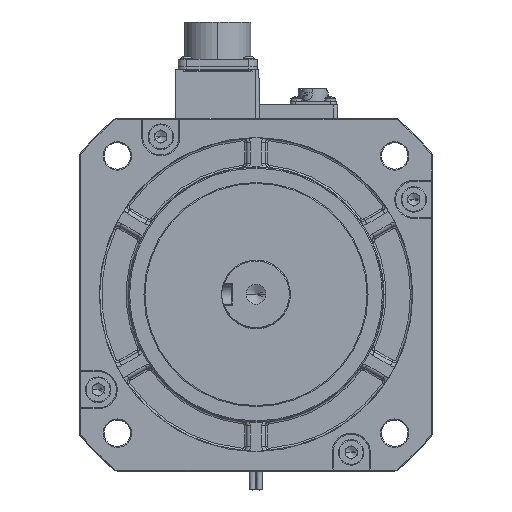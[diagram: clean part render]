
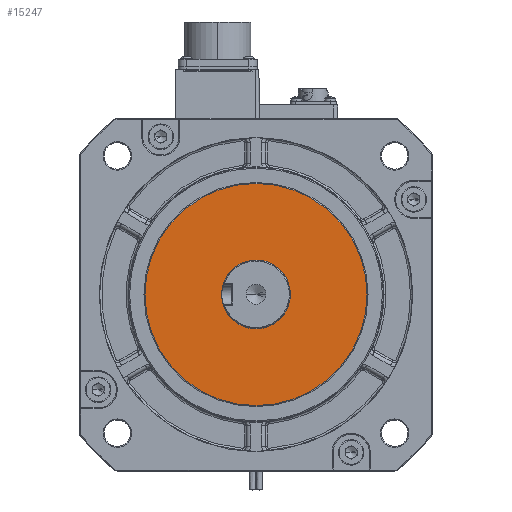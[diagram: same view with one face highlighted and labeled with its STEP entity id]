
A CAD part, top view. The second image highlights one B-rep face of the part: STEP entity #15247.
In plain terms, the highlighted planar face has unit normal (0, 0, 1).
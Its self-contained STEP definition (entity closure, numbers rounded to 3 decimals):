
#465 = CIRCLE ( 'NONE', #39695, 56.65 ) ;
#4123 = CARTESIAN_POINT ( 'NONE',  ( 0., 0., 79.2 ) ) ;
#4345 = DIRECTION ( 'NONE',  ( 0., 0., 1. ) ) ;
#5723 = DIRECTION ( 'NONE',  ( 0., 0., 1. ) ) ;
#7297 = CARTESIAN_POINT ( 'NONE',  ( 0., 0., 79.2 ) ) ;
#7718 = AXIS2_PLACEMENT_3D ( 'NONE', #4123, #21191, #50441 ) ;
#8232 = EDGE_LOOP ( 'NONE', ( #50881, #32372 ) ) ;
#10982 = CIRCLE ( 'NONE', #22190, 56.65 ) ;
#13698 = CIRCLE ( 'NONE', #7718, 17.471 ) ;
#15238 = AXIS2_PLACEMENT_3D ( 'NONE', #60936, #4345, #38427 ) ;
#15247 = ADVANCED_FACE ( 'NONE', ( #20672, #25120 ), #38682, .T. ) ;
#17214 = CIRCLE ( 'NONE', #28458, 17.471 ) ;
#20672 = FACE_BOUND ( 'NONE', #8232, .T. ) ;
#21191 = DIRECTION ( 'NONE',  ( 0., 0., 1. ) ) ;
#22190 = AXIS2_PLACEMENT_3D ( 'NONE', #7297, #59097, #30336 ) ;
#23008 = CARTESIAN_POINT ( 'NONE',  ( 0., 0., 79.2 ) ) ;
#25120 = FACE_OUTER_BOUND ( 'NONE', #51013, .T. ) ;
#25122 = VERTEX_POINT ( 'NONE', #47033 ) ;
#28458 = AXIS2_PLACEMENT_3D ( 'NONE', #57468, #52145, #57712 ) ;
#29061 = CARTESIAN_POINT ( 'NONE',  ( 17.471, 0., 79.2 ) ) ;
#30336 = DIRECTION ( 'NONE',  ( 1., 0., 0. ) ) ;
#32372 = ORIENTED_EDGE ( 'NONE', *, *, #43296, .F. ) ;
#34310 = DIRECTION ( 'NONE',  ( 1., 0., 0. ) ) ;
#38427 = DIRECTION ( 'NONE',  ( 1., 0., 0. ) ) ;
#38682 = PLANE ( 'NONE',  #15238 ) ;
#39545 = EDGE_CURVE ( 'NONE', #41763, #64596, #17214, .T. ) ;
#39695 = AXIS2_PLACEMENT_3D ( 'NONE', #23008, #5723, #34310 ) ;
#41763 = VERTEX_POINT ( 'NONE', #29061 ) ;
#42440 = CARTESIAN_POINT ( 'NONE',  ( -56.65, 0., 79.2 ) ) ;
#43296 = EDGE_CURVE ( 'NONE', #64596, #41763, #13698, .T. ) ;
#43956 = EDGE_CURVE ( 'NONE', #51851, #25122, #10982, .T. ) ;
#47033 = CARTESIAN_POINT ( 'NONE',  ( 56.65, 0., 79.2 ) ) ;
#50441 = DIRECTION ( 'NONE',  ( -1., 0., 0. ) ) ;
#50881 = ORIENTED_EDGE ( 'NONE', *, *, #39545, .F. ) ;
#51013 = EDGE_LOOP ( 'NONE', ( #51725, #55786 ) ) ;
#51725 = ORIENTED_EDGE ( 'NONE', *, *, #43956, .T. ) ;
#51851 = VERTEX_POINT ( 'NONE', #42440 ) ;
#52145 = DIRECTION ( 'NONE',  ( 0., 0., 1. ) ) ;
#55786 = ORIENTED_EDGE ( 'NONE', *, *, #66733, .T. ) ;
#57468 = CARTESIAN_POINT ( 'NONE',  ( 0., 0., 79.2 ) ) ;
#57712 = DIRECTION ( 'NONE',  ( -1., 0., 0. ) ) ;
#59097 = DIRECTION ( 'NONE',  ( 0., 0., 1. ) ) ;
#60936 = CARTESIAN_POINT ( 'NONE',  ( 52.5, 0., 79.2 ) ) ;
#62629 = CARTESIAN_POINT ( 'NONE',  ( -17.471, 0., 79.2 ) ) ;
#64596 = VERTEX_POINT ( 'NONE', #62629 ) ;
#66733 = EDGE_CURVE ( 'NONE', #25122, #51851, #465, .T. ) ;
